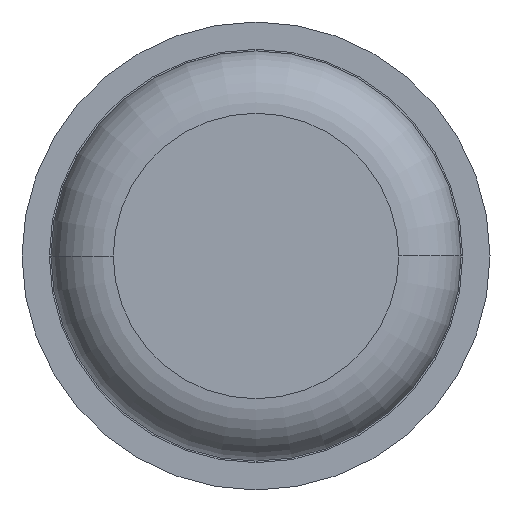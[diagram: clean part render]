
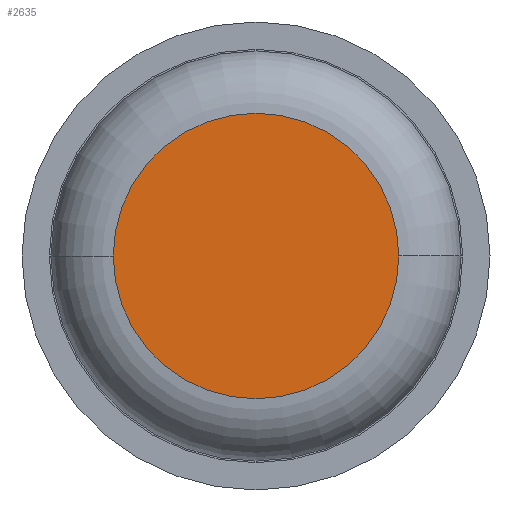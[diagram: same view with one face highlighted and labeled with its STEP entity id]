
A CAD part, front view. The second image highlights one B-rep face of the part: STEP entity #2635.
In plain terms, the highlighted planar face has unit normal (0, -1, 0).
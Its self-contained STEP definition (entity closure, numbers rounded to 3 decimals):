
#2 = CARTESIAN_POINT ( 'NONE',  ( 0.915, 0., 0. ) ) ;
#174 = CARTESIAN_POINT ( 'NONE',  ( 0., 0., 0. ) ) ;
#205 = CARTESIAN_POINT ( 'NONE',  ( -0.915, 0., 0. ) ) ;
#382 = AXIS2_PLACEMENT_3D ( 'NONE', #3312, #2474, #525 ) ;
#480 = DIRECTION ( 'NONE',  ( -1., 0., 0. ) ) ;
#525 = DIRECTION ( 'NONE',  ( -1., 0., 0. ) ) ;
#575 = AXIS2_PLACEMENT_3D ( 'NONE', #1606, #2984, #1336 ) ;
#753 = VERTEX_POINT ( 'NONE', #2 ) ;
#921 = CIRCLE ( 'NONE', #382, 0.915 ) ;
#1058 = PLANE ( 'NONE',  #1997 ) ;
#1168 = CIRCLE ( 'NONE', #575, 0.915 ) ;
#1336 = DIRECTION ( 'NONE',  ( -1., 0., 0. ) ) ;
#1410 = FACE_OUTER_BOUND ( 'NONE', #2069, .T. ) ;
#1606 = CARTESIAN_POINT ( 'NONE',  ( 0., 0., 0. ) ) ;
#1876 = DIRECTION ( 'NONE',  ( 0., 1., 0. ) ) ;
#1997 = AXIS2_PLACEMENT_3D ( 'NONE', #174, #1876, #480 ) ;
#2069 = EDGE_LOOP ( 'NONE', ( #2371, #2870 ) ) ;
#2371 = ORIENTED_EDGE ( 'NONE', *, *, #2779, .T. ) ;
#2474 = DIRECTION ( 'NONE',  ( 0., -1., 0. ) ) ;
#2635 = ADVANCED_FACE ( 'Defeature ausgef�hrt1_6', ( #1410 ), #1058, .F. ) ;
#2779 = EDGE_CURVE ( 'Defeature ausgef�hrt1_6+Defeature ausgef�hrt1_7+Defeature ausgef�hrt1_7+Defeature ausgef�hrt1_7', #3107, #753, #921, .T. ) ;
#2870 = ORIENTED_EDGE ( 'NONE', *, *, #3558, .T. ) ;
#2984 = DIRECTION ( 'NONE',  ( 0., -1., 0. ) ) ;
#3107 = VERTEX_POINT ( 'NONE', #205 ) ;
#3312 = CARTESIAN_POINT ( 'NONE',  ( 0., 0., 0. ) ) ;
#3558 = EDGE_CURVE ( 'Defeature ausgef�hrt1_6+Defeature ausgef�hrt1_7+Defeature ausgef�hrt1_7+Defeature ausgef�hrt1_7', #753, #3107, #1168, .T. ) ;
